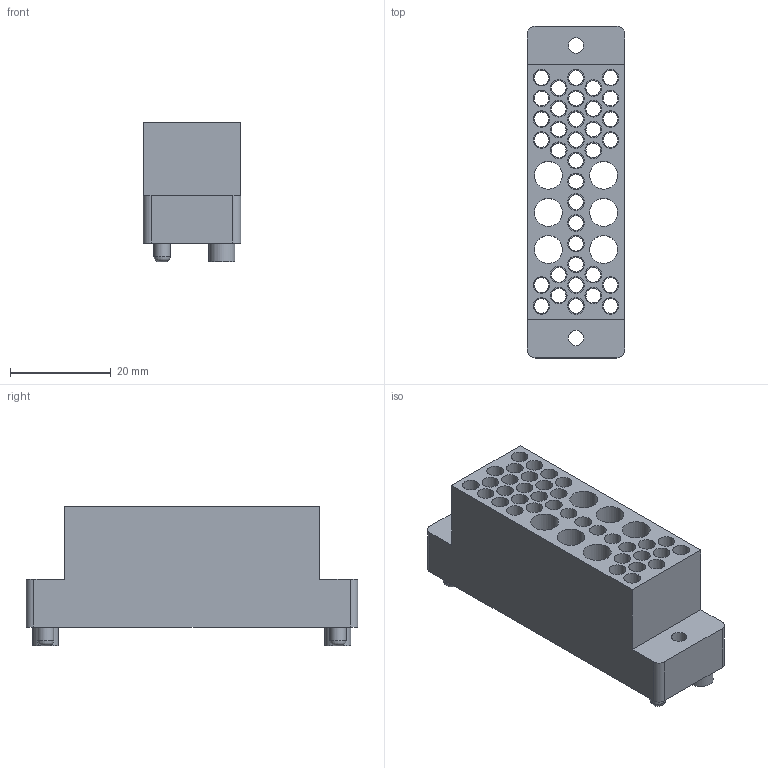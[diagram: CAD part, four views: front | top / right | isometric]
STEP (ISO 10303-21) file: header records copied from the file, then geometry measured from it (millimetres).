
FILE_DESCRIPTION(('FreeCAD Model'),'2;1');
FILE_NAME('Open CASCADE Shape Model','2022-03-09T13:54:17',('Author'),( ''),'Open CASCADE STEP processor 7.5','FreeCAD','Unknown');
FILE_SCHEMA(('AUTOMOTIVE_DESIGN { 1 0 10303 214 1 1 1 1 }'));
Length unit declared in the file: millimetre
Products named in the file (1): Module_Connector
Bounding box: 19.3 x 65.86 x 27.76 mm (x, y, z)
Volume: 14956.7 mm3; surface area: 18762.3 mm2
Topology: 1 solids, 1 shells, 238 faces, 634 edges, 410 vertices
Faces by surface type: cylinder 130, plane 106, revolution 2
Full cylindrical faces by diameter (mm): 2.92 x36, 3.05 x2, 3.22 x2, 3.3 x36, 3.585 x2, 5.155 x2, 5.16 x2, 5.535 x8
Entity records: 16446 total; most frequent: CARTESIAN_POINT 3123, DIRECTION 2658, ORIENTED_EDGE 1268, PCURVE 1268, DEFINITIONAL_REPRESENTATION 1268, LINE 1162, VECTOR 1162, CIRCLE 648
